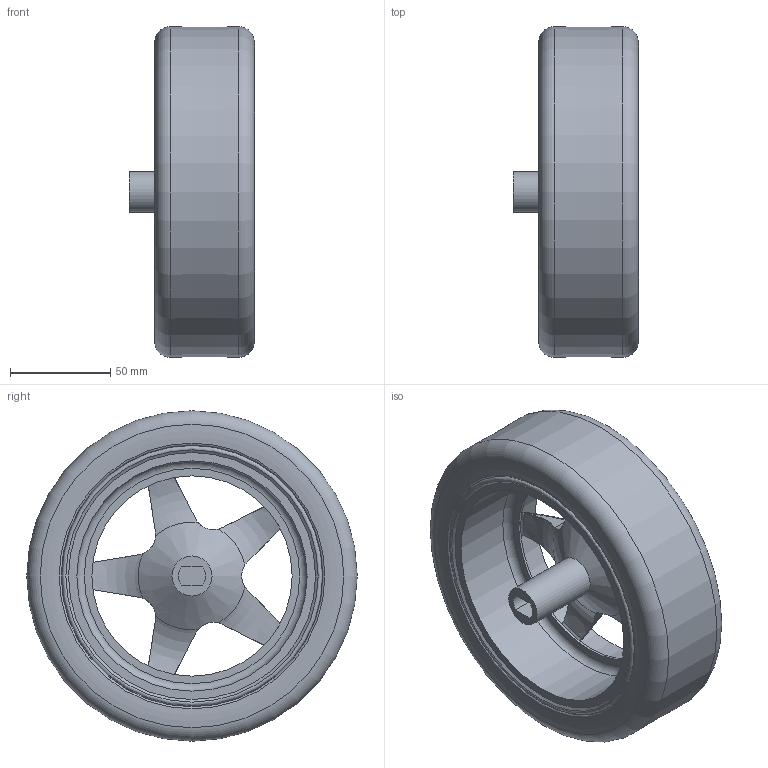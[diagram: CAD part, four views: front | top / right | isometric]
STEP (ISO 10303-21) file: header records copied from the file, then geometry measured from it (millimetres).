
FILE_DESCRIPTION(/* description */ (''),/* implementation_level */ '2;1');
FILE_NAME(/* name */ 'RUEDA16CM_ipt_849a4f95.STEP',/* time_stamp */ '2022-05-09T12:02:06-05:00',/* author */ ('User'),/* organization */ (''),/* preprocessor_version */ 'ST-DEVELOPER v18',/* originating_system */ 'Autodesk Inventor 2020',/* authorisation */ '');
FILE_SCHEMA (('AUTOMOTIVE_DESIGN { 1 0 10303 214 3 1 1 }'));
Length unit declared in the file: millimetre
Products named in the file (1): RUEDA16CM
Bounding box: 62.5 x 164.99 x 164.99 mm (x, y, z)
Volume: 610356.3 mm3; surface area: 121012.8 mm2
Topology: 3 solids, 3 shells, 107 faces, 293 edges, 195 vertices
Faces by surface type: torus 39, plane 24, cylinder 18, bspline 15, cone 9, sphere 2
Full cylindrical faces by diameter (mm): 20 x1, 100 x1, 105 x1, 115 x1, 125 x2
Entity records: 4719 total; most frequent: CARTESIAN_POINT 1842, DIRECTION 587, ORIENTED_EDGE 586, EDGE_CURVE 293, AXIS2_PLACEMENT_3D 267, VERTEX_POINT 195, CIRCLE 164, EDGE_LOOP 114
